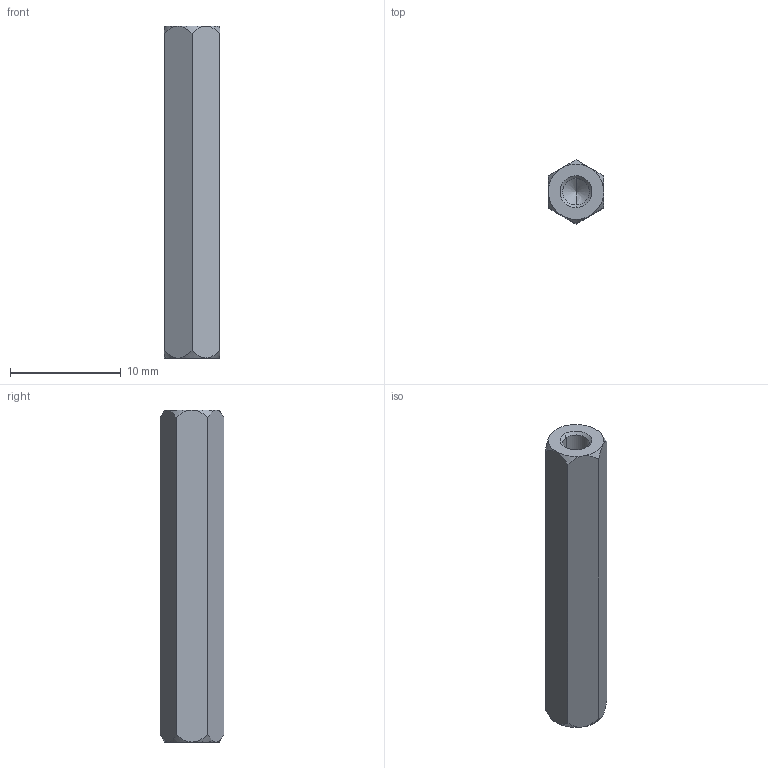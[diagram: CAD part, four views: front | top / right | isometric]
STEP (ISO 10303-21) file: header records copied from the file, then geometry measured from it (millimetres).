
FILE_DESCRIPTION(/* description */ (''),/* implementation_level */ '2;1');
FILE_NAME(/* name */ 'HE0EBF~1',/* time_stamp */ '2015-10-27T19:35:41+01:00',/* author */ (''),/* organization */ (''),/* preprocessor_version */ 'ST-DEVELOPER v14',/* originating_system */ '',/* authorisation */ '');
FILE_SCHEMA (('AUTOMOTIVE_DESIGN'));
Length unit declared in the file: millimetre
Products named in the file (1): Document
Bounding box: 5 x 5.77 x 30 mm (x, y, z)
Volume: 554.5 mm3; surface area: 710.5 mm2
Topology: 1 solids, 1 shells, 32 faces, 70 edges, 38 vertices
Faces by surface type: bspline 24, plane 8
Entity records: 1184 total; most frequent: CARTESIAN_POINT 752, ORIENTED_EDGE 132, EDGE_CURVE 66, B_SPLINE_CURVE_WITH_KNOTS 38, VERTEX_POINT 38, EDGE_LOOP 34, ADVANCED_FACE 32, FACE_OUTER_BOUND 32
